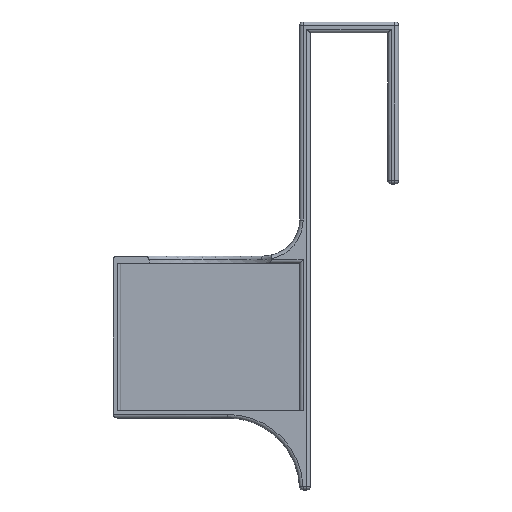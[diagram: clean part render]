
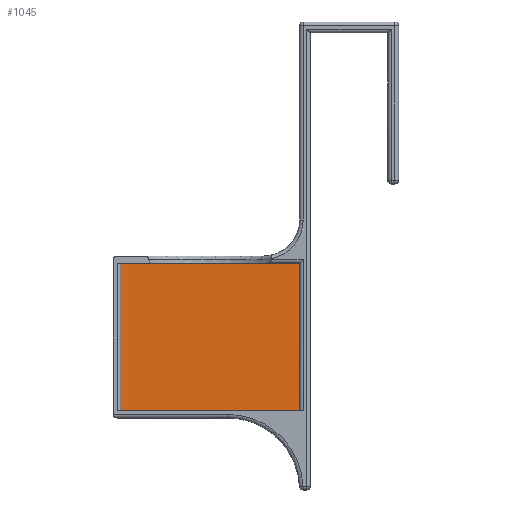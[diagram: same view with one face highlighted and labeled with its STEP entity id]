
A CAD part, left-side view. The second image highlights one B-rep face of the part: STEP entity #1045.
In plain terms, the highlighted planar face has unit normal (-1, 0, 0).
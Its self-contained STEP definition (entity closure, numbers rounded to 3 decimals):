
#254=ORIENTED_EDGE('',*,*,#542,.T.);
#255=ORIENTED_EDGE('',*,*,#547,.T.);
#256=ORIENTED_EDGE('',*,*,#552,.T.);
#257=ORIENTED_EDGE('',*,*,#554,.T.);
#542=EDGE_CURVE('',#693,#692,#774,.T.);
#547=EDGE_CURVE('',#692,#696,#778,.T.);
#552=EDGE_CURVE('',#696,#699,#781,.T.);
#554=EDGE_CURVE('',#699,#693,#783,.T.);
#692=VERTEX_POINT('',#1791);
#693=VERTEX_POINT('',#1793);
#696=VERTEX_POINT('',#1801);
#699=VERTEX_POINT('',#1810);
#774=LINE('',#1792,#855);
#778=LINE('',#1802,#859);
#781=LINE('',#1811,#862);
#783=LINE('',#1814,#864);
#855=VECTOR('',#1373,1000.);
#859=VECTOR('',#1381,1000.);
#862=VECTOR('',#1390,1000.);
#864=VECTOR('',#1394,1000.);
#883=EDGE_LOOP('',(#254,#255,#256,#257));
#955=FACE_BOUND('',#883,.T.);
#1026=PLANE('',#1142);
#1045=ADVANCED_FACE('',(#955),#1026,.T.);
#1142=AXIS2_PLACEMENT_3D('',#1815,#1395,#1396);
#1373=DIRECTION('',(0.,-1.,0.));
#1381=DIRECTION('',(0.,0.,1.));
#1390=DIRECTION('',(0.,1.,0.));
#1394=DIRECTION('',(0.,0.,-1.));
#1395=DIRECTION('',(-1.,0.,0.));
#1396=DIRECTION('',(0.,0.,1.));
#1791=CARTESIAN_POINT('',(212.5,-21.25,-19.25));
#1792=CARTESIAN_POINT('',(212.5,28.45,-19.25));
#1793=CARTESIAN_POINT('',(212.5,28.45,-19.25));
#1801=CARTESIAN_POINT('',(212.5,-21.25,21.75));
#1802=CARTESIAN_POINT('',(212.5,-21.25,-19.25));
#1810=CARTESIAN_POINT('',(212.5,28.45,21.75));
#1811=CARTESIAN_POINT('',(212.5,-21.25,21.75));
#1814=CARTESIAN_POINT('',(212.5,28.45,21.75));
#1815=CARTESIAN_POINT('',(212.5,0.,0.));
